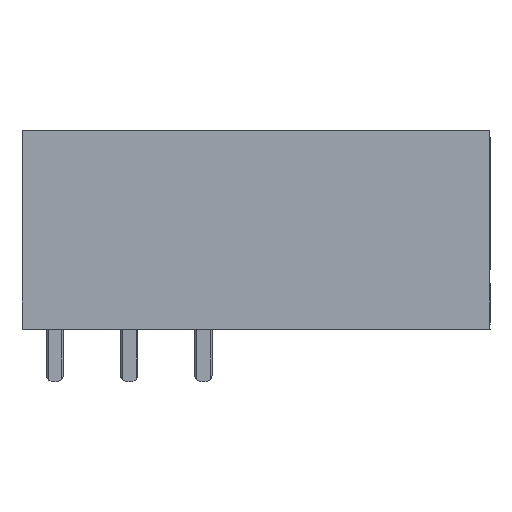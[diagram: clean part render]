
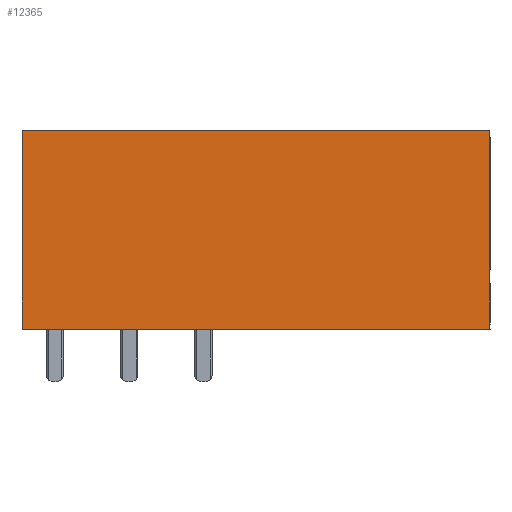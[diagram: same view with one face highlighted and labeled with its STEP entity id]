
A CAD part, left-side view. The second image highlights one B-rep face of the part: STEP entity #12365.
In plain terms, the highlighted planar face has unit normal (-1, 0, 0).
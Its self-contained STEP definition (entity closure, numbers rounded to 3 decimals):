
#12357=AXIS2_PLACEMENT_3D('Plane Axis2P3D',#12354,#12355,#12356) ;
#872=CARTESIAN_POINT('Vertex',(0.,0.,17.2)) ;
#875=CARTESIAN_POINT('Line Origine',(0.,0.,10.4)) ;
#879=CARTESIAN_POINT('Vertex',(0.,0.,3.6)) ;
#6486=CARTESIAN_POINT('Vertex',(0.,32.,3.6)) ;
#6489=CARTESIAN_POINT('Line Origine',(0.,32.,10.4)) ;
#6493=CARTESIAN_POINT('Vertex',(0.,32.,17.2)) ;
#10406=CARTESIAN_POINT('Line Origine',(0.,16.,3.6)) ;
#12080=CARTESIAN_POINT('Line Origine',(0.,16.,17.2)) ;
#12354=CARTESIAN_POINT('Axis2P3D Location',(0.,0.,0.)) ;
#876=DIRECTION('Vector Direction',(0.,0.,-1.)) ;
#6490=DIRECTION('Vector Direction',(0.,0.,1.)) ;
#10407=DIRECTION('Vector Direction',(0.,1.,0.)) ;
#12081=DIRECTION('Vector Direction',(0.,-1.,0.)) ;
#12355=DIRECTION('Axis2P3D Direction',(-1.,0.,0.)) ;
#12356=DIRECTION('Axis2P3D XDirection',(0.,0.,1.)) ;
#877=VECTOR('Line Direction',#876,1.) ;
#6491=VECTOR('Line Direction',#6490,1.) ;
#10408=VECTOR('Line Direction',#10407,1.) ;
#12082=VECTOR('Line Direction',#12081,1.) ;
#12360=ORIENTED_EDGE('',*,*,#881,.T.) ;
#12361=ORIENTED_EDGE('',*,*,#12084,.T.) ;
#12362=ORIENTED_EDGE('',*,*,#6495,.T.) ;
#12363=ORIENTED_EDGE('',*,*,#10410,.T.) ;
#12365=ADVANCED_FACE('Housing',(#12364),#12358,.T.) ;
#881=EDGE_CURVE('',#880,#873,#878,.F.) ;
#6495=EDGE_CURVE('',#6494,#6487,#6492,.F.) ;
#10410=EDGE_CURVE('',#6487,#880,#10409,.F.) ;
#12084=EDGE_CURVE('',#873,#6494,#12083,.F.) ;
#12359=EDGE_LOOP('',(#12360,#12361,#12362,#12363)) ;
#12364=FACE_OUTER_BOUND('',#12359,.T.) ;
#878=LINE('Line',#875,#877) ;
#6492=LINE('Line',#6489,#6491) ;
#10409=LINE('Line',#10406,#10408) ;
#12083=LINE('Line',#12080,#12082) ;
#12358=PLANE('',#12357) ;
#873=VERTEX_POINT('',#872) ;
#880=VERTEX_POINT('',#879) ;
#6487=VERTEX_POINT('',#6486) ;
#6494=VERTEX_POINT('',#6493) ;
